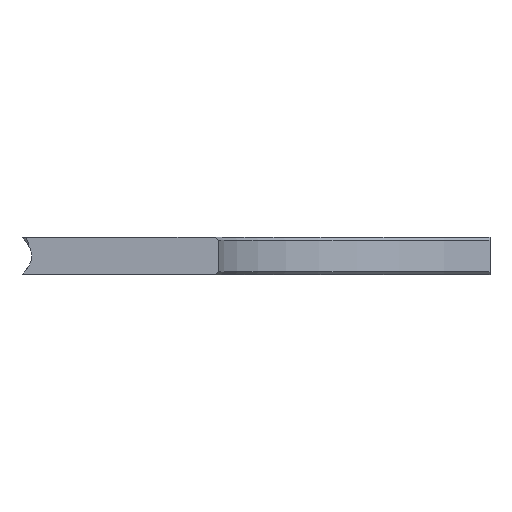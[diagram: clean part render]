
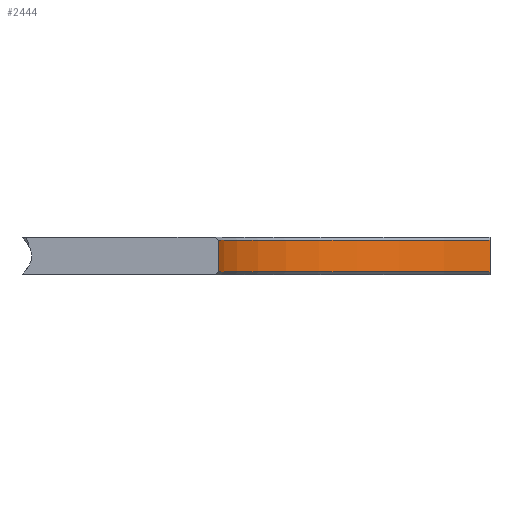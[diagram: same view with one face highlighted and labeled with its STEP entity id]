
A CAD part, left-side view. The second image highlights one B-rep face of the part: STEP entity #2444.
In plain terms, the highlighted cylindrical face has radius 68.263 mm (diameter 136.525 mm), a partial arc.
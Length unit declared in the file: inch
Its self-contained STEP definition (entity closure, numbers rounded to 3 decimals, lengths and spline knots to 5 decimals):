
#20 = DIRECTION ( 'NONE',  ( 1., 0., 0. ) ) ;
#88 = DIRECTION ( 'NONE',  ( 0., 0., 1. ) ) ;
#138 = AXIS2_PLACEMENT_3D ( 'NONE', #3656, #609, #4268 ) ;
#341 = FACE_OUTER_BOUND ( 'NONE', #3364, .T. ) ;
#399 = EDGE_CURVE ( 'NONE', #1181, #1815, #3848, .T. ) ;
#437 = EDGE_CURVE ( 'NONE', #471, #1181, #3718, .T. ) ;
#471 = VERTEX_POINT ( 'NONE', #3367 ) ;
#512 = EDGE_CURVE ( 'NONE', #1815, #704, #1981, .T. ) ;
#609 = DIRECTION ( 'NONE',  ( 0., 0., 1. ) ) ;
#629 = AXIS2_PLACEMENT_3D ( 'NONE', #3944, #2967, #2898 ) ;
#704 = VERTEX_POINT ( 'NONE', #3479 ) ;
#1181 = VERTEX_POINT ( 'NONE', #1257 ) ;
#1202 = ORIENTED_EDGE ( 'NONE', *, *, #2998, .F. ) ;
#1229 = DIRECTION ( 'NONE',  ( 0., 0., 1. ) ) ;
#1257 = CARTESIAN_POINT ( 'NONE',  ( 2.6875, 0., -0.3425 ) ) ;
#1815 = VERTEX_POINT ( 'NONE', #2989 ) ;
#1981 = CIRCLE ( 'NONE', #629, 2.6875 ) ;
#2037 = DIRECTION ( 'NONE',  ( 0., 0., -1. ) ) ;
#2082 = CARTESIAN_POINT ( 'NONE',  ( 0., 0., -0.3425 ) ) ;
#2444 = ADVANCED_FACE ( 'NONE', ( #341 ), #4357, .F. ) ;
#2474 = ORIENTED_EDGE ( 'NONE', *, *, #437, .T. ) ;
#2556 = CARTESIAN_POINT ( 'NONE',  ( 0.10597, 2.68541, -0.3735 ) ) ;
#2578 = ORIENTED_EDGE ( 'NONE', *, *, #399, .T. ) ;
#2611 = AXIS2_PLACEMENT_3D ( 'NONE', #2082, #2037, #20 ) ;
#2708 = LINE ( 'NONE', #2556, #3383 ) ;
#2810 = VECTOR ( 'NONE', #88, 39.37008 ) ;
#2843 = ORIENTED_EDGE ( 'NONE', *, *, #512, .T. ) ;
#2898 = DIRECTION ( 'NONE',  ( 1., 0., 0. ) ) ;
#2967 = DIRECTION ( 'NONE',  ( 0., 0., 1. ) ) ;
#2989 = CARTESIAN_POINT ( 'NONE',  ( 2.6875, 0., -0.031 ) ) ;
#2998 = EDGE_CURVE ( 'NONE', #471, #704, #2708, .T. ) ;
#3364 = EDGE_LOOP ( 'NONE', ( #2578, #2843, #1202, #2474 ) ) ;
#3367 = CARTESIAN_POINT ( 'NONE',  ( 0.10597, 2.68541, -0.3425 ) ) ;
#3383 = VECTOR ( 'NONE', #1229, 39.37008 ) ;
#3440 = CARTESIAN_POINT ( 'NONE',  ( 2.6875, 0., -0.3735 ) ) ;
#3479 = CARTESIAN_POINT ( 'NONE',  ( 0.10597, 2.68541, -0.031 ) ) ;
#3656 = CARTESIAN_POINT ( 'NONE',  ( 0., 0., -0.3735 ) ) ;
#3718 = CIRCLE ( 'NONE', #2611, 2.6875 ) ;
#3848 = LINE ( 'NONE', #3440, #2810 ) ;
#3944 = CARTESIAN_POINT ( 'NONE',  ( 0., 0., -0.031 ) ) ;
#4268 = DIRECTION ( 'NONE',  ( 1., 0., 0. ) ) ;
#4357 = CYLINDRICAL_SURFACE ( 'NONE', #138, 2.6875 ) ;
